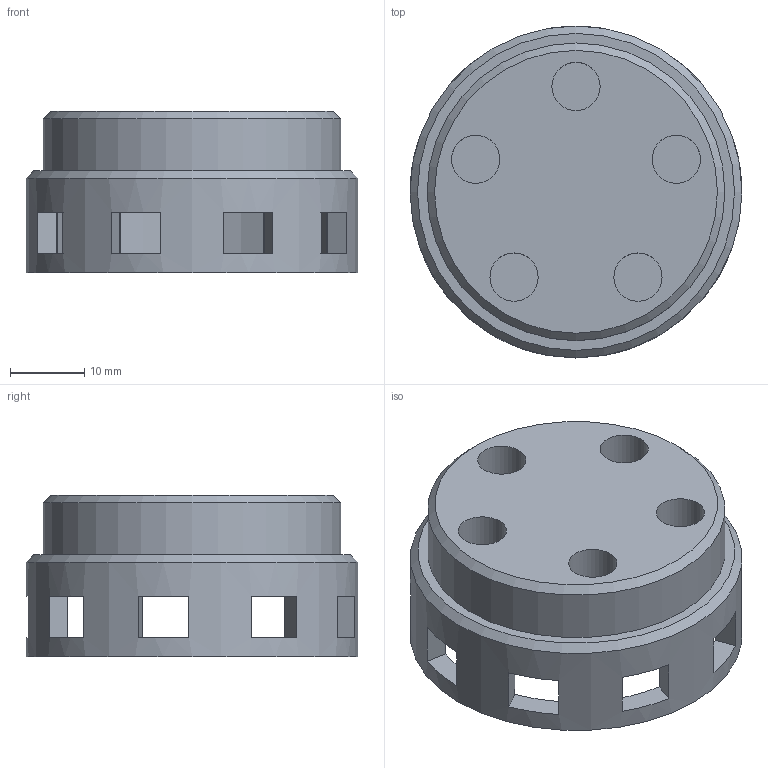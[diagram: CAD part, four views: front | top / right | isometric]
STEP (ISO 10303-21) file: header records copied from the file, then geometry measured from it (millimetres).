
FILE_DESCRIPTION(/* description */ ('STEP AP242','CAx-IF Rec.Pracs.---Representation and Presentation of Product Manufacturing Information (PMI)---4.0---2014-10-13','CAx-IF Rec.Pracs.---3D Tessellated Geometry---0.4---2014-09-14','2;1'),/* implementation_level */ '2;1');
FILE_NAME(/* name */ 'Rolling Element Cycloid Components - Separator (Output Shaft)',/* time_stamp */ '2025-02-19T21:00:11Z',/* author */ (''),/* organization */ (''),/* preprocessor_version */ 'ST-DEVELOPER v20',/* originating_system */ 'ONSHAPE BY PTC INC, 1.193',/* authorisation */ ' ');
FILE_SCHEMA (('AP242_MANAGED_MODEL_BASED_3D_ENGINEERING_MIM_LF { 1 0 10303 442 1 1 4 }'));
Length unit declared in the file: metre
Products named in the file (1): Separator (Output Shaft)
Bounding box: 44.7 x 44.7 x 21.7 mm (x, y, z)
Volume: 15629.3 mm3; surface area: 8178.8 mm2
Topology: 1 solids, 1 shells, 58 faces, 145 edges, 96 vertices
Faces by surface type: plane 46, cylinder 9, cone 3
Full cylindrical faces by diameter (mm): 6.5 x5, 9 x1, 38.676 x1, 40.1 x1, 44.704 x1
Entity records: 1716 total; most frequent: DIRECTION 304, CARTESIAN_POINT 281, ORIENTED_EDGE 258, EDGE_CURVE 129, AXIS2_PLACEMENT_3D 116, EDGE_LOOP 96, FACE_BOUND 96, VERTEX_POINT 93
